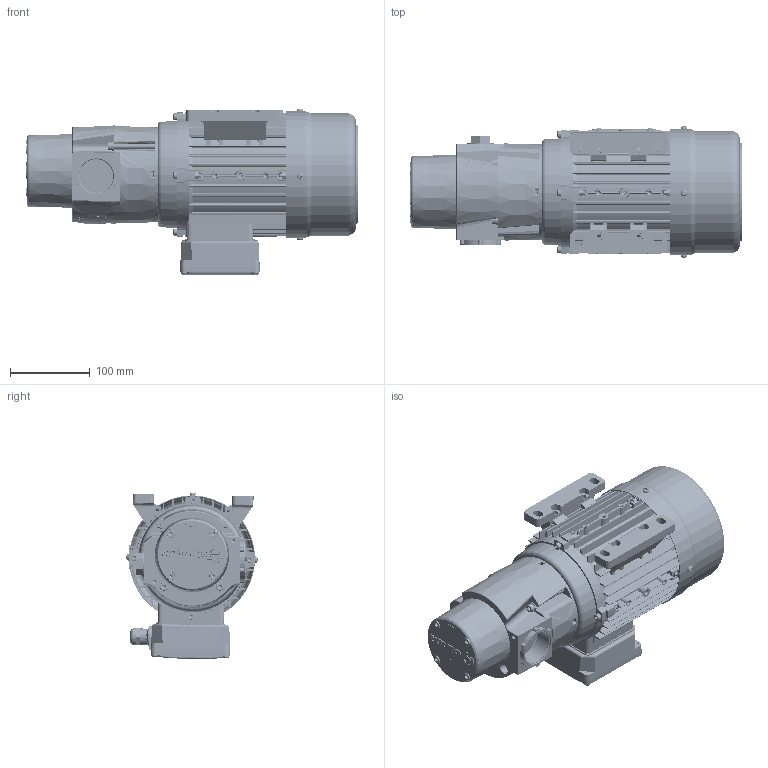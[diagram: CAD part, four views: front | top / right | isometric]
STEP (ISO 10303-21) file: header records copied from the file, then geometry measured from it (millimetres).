
FILE_DESCRIPTION(/* description */ ('Unknown'),/* implementation_level */ '2;1');
FILE_NAME(/* name */ 'QPM3 60-4-0,75',/* time_stamp */ '2016-11-24T14:05:11+01:00',/* author */ ('Unknown'),/* organization */ ('Unknown'),/* preprocessor_version */ 'ST-DEVELOPER v16',/* originating_system */ 'DEX',/* authorisation */ $);
FILE_SCHEMA (('AUTOMOTIVE_DESIGN {1 0 10303 214 3 1 1}'));
Products named in the file (1): 58636001
Bounding box: 417.3 x 164.84 x 208.83 mm (x, y, z)
Volume: 2813171.6 mm3; surface area: 890226.8 mm2
Topology: 43 solids, 67 shells, 8538 faces, 22378 edges, 14501 vertices
Faces by surface type: plane 3972, bspline 1942, cylinder 1302, cone 926, torus 324, sphere 72
Full cylindrical faces by diameter (mm): 1.3 x2, 2 x2, 2.792 x2, 3.192 x2, 3.3 x12, 3.5 x2, 4 x28, 4.2 x8, 4.917 x10, 5 x33, 5.2 x8, 5.5 x4, 6 x28, 6.4 x4, 6.5 x6, 8 x10, 8.5 x8, 10 x20, 11 x4, 12 x4, 12.5 x1, 13 x2, 13.4 x1, 14 x2, 14.3 x1, 14.4 x2, 14.5 x1, 16 x2, 16.4 x1, 17 x2
Entity records: 376428 total; most frequent: CARTESIAN_POINT 130533, ORIENTED_EDGE 42964, DIRECTION 35389, EDGE_CURVE 21482, VERTEX_POINT 14286, AXIS2_PLACEMENT_3D 12720, FACE_BOUND 10036, EDGE_LOOP 9983
